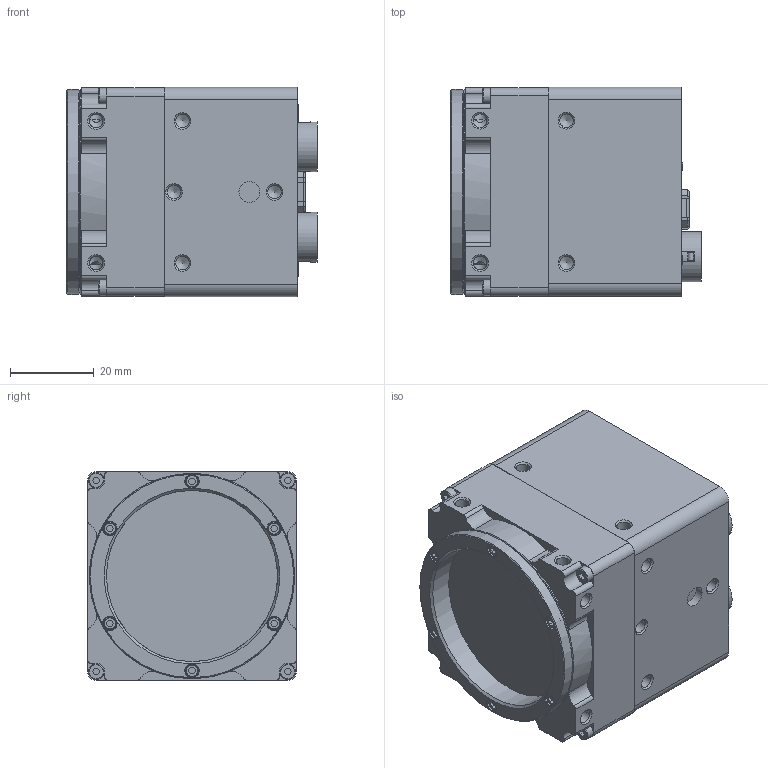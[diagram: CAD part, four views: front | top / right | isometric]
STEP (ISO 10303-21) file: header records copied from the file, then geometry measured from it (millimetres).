
FILE_DESCRIPTION( ( 'STEP AP214' ), '1' );
FILE_NAME( 'BALLUFF BVS CA-GX2-0315ZG-1N1120-001.stp', '2022-02-11T09:31:41', ( 'License CC BY-ND 4.0' ), ( 'CADENAS' ), ' ', 'PARTsolutions', ' ' );
FILE_SCHEMA( ( 'AUTOMOTIVE_DESIGN { 1 0 10303 214 1 1 1 1 }' ) );
Length unit declared in the file: millimetre
Products named in the file (3): BALLUFF BVS CA-GX2-0315ZG-1N1120-001; _BALLUFF GX212_housing; _BALLUFF GX2N_lensholder
Assembly tree (2 placements, depth 2):
  BALLUFF BVS CA-GX2-0315ZG-1N1120-001
    _BALLUFF GX212_housing
    _BALLUFF GX2N_lensholder
Bounding box: 59.8 x 50 x 50 mm (x, y, z)
Volume: 122037.7 mm3; surface area: 30468.9 mm2
Topology: 2 solids, 2 shells, 682 faces, 1669 edges, 1084 vertices
Faces by surface type: plane 457, cylinder 155, cone 60, torus 10
Full cylindrical faces by diameter (mm): 0.7 x24, 2 x4, 2.2 x1, 3 x6, 3.2 x6, 3.242 x18, 3.8 x4, 4.976 x1, 7.7 x2, 10 x2, 11.9 x2, 14 x2, 14.5 x2, 40.917 x1, 49 x2
Entity records: 24542 total; most frequent: CARTESIAN_POINT 3493, DIRECTION 3222, ORIENTED_EDGE 2972, EDGE_CURVE 1486, AXIS2_PLACEMENT_3D 1103, VERTEX_POINT 1042, LINE 1016, VECTOR 1016
